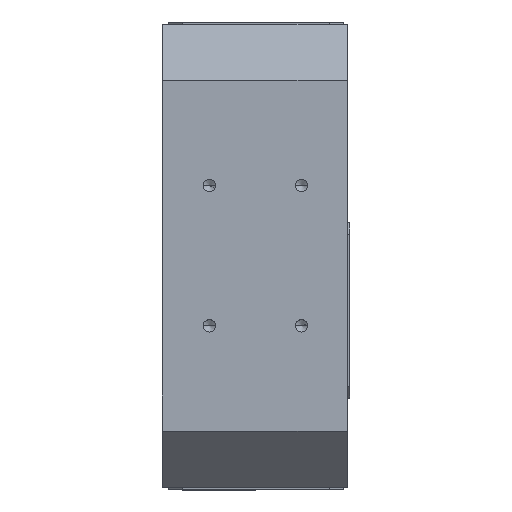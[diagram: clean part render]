
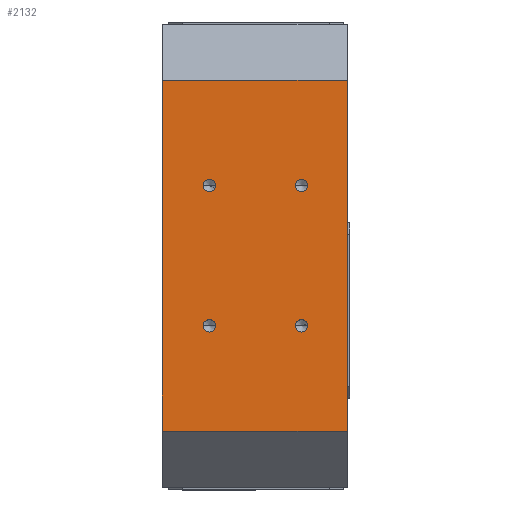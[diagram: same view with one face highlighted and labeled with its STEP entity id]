
A CAD part, top view. The second image highlights one B-rep face of the part: STEP entity #2132.
In plain terms, the highlighted planar face has unit normal (0, 0, 1).
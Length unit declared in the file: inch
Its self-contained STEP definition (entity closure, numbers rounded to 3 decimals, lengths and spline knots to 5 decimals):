
#156 = VERTEX_POINT ( 'NONE', #15428 ) ;
#320 = FACE_BOUND ( 'NONE', #10521, .T. ) ;
#716 = CARTESIAN_POINT ( 'NONE',  ( -1.20259, 0.78148, 2.01129 ) ) ;
#800 = LINE ( 'NONE', #15869, #9078 ) ;
#1059 = VERTEX_POINT ( 'NONE', #15218 ) ;
#1079 = DIRECTION ( 'NONE',  ( 0., -1., 0. ) ) ;
#1114 = ORIENTED_EDGE ( 'NONE', *, *, #11668, .F. ) ;
#1620 = AXIS2_PLACEMENT_3D ( 'NONE', #10639, #4074, #9105 ) ;
#2024 = AXIS2_PLACEMENT_3D ( 'NONE', #12887, #9617, #14197 ) ;
#2060 = CARTESIAN_POINT ( 'NONE',  ( -1.20259, -0.41852, 2.01129 ) ) ;
#2132 = ADVANCED_FACE ( 'NONE', ( #7198, #5646, #17214, #18641, #320 ), #10164, .T. ) ;
#2304 = ORIENTED_EDGE ( 'NONE', *, *, #10795, .F. ) ;
#2501 = ORIENTED_EDGE ( 'NONE', *, *, #10301, .F. ) ;
#2803 = CARTESIAN_POINT ( 'NONE',  ( -0.46584, -0.41852, 2.01129 ) ) ;
#3003 = CARTESIAN_POINT ( 'NONE',  ( -0.41259, 0.78148, 2.01129 ) ) ;
#3111 = CIRCLE ( 'NONE', #3445, 0.05325 ) ;
#3166 = CARTESIAN_POINT ( 'NONE',  ( -1.60259, -1.31852, 2.01129 ) ) ;
#3194 = CARTESIAN_POINT ( 'NONE',  ( -1.20259, -0.41852, 2.01129 ) ) ;
#3366 = ORIENTED_EDGE ( 'NONE', *, *, #7819, .F. ) ;
#3445 = AXIS2_PLACEMENT_3D ( 'NONE', #9202, #11079, #16065 ) ;
#4074 = DIRECTION ( 'NONE',  ( 0., 0., 1. ) ) ;
#4897 = VERTEX_POINT ( 'NONE', #15232 ) ;
#5646 = FACE_BOUND ( 'NONE', #19555, .T. ) ;
#5765 = AXIS2_PLACEMENT_3D ( 'NONE', #20613, #10306, #16943 ) ;
#5978 = EDGE_LOOP ( 'NONE', ( #3366, #9337 ) ) ;
#6192 = EDGE_CURVE ( 'NONE', #156, #4897, #800, .T. ) ;
#6511 = CIRCLE ( 'NONE', #1620, 0.05325 ) ;
#6662 = DIRECTION ( 'NONE',  ( 0., 0., 1. ) ) ;
#6969 = CARTESIAN_POINT ( 'NONE',  ( -0.02259, 1.68148, 2.01129 ) ) ;
#7069 = VERTEX_POINT ( 'NONE', #2803 ) ;
#7198 = FACE_BOUND ( 'NONE', #15127, .T. ) ;
#7526 = EDGE_CURVE ( 'NONE', #11716, #17066, #17071, .T. ) ;
#7819 = EDGE_CURVE ( 'NONE', #17066, #11716, #3111, .T. ) ;
#7868 = CARTESIAN_POINT ( 'NONE',  ( -0.02259, 0.96523, 2.01129 ) ) ;
#9078 = VECTOR ( 'NONE', #12516, 39.37008 ) ;
#9105 = DIRECTION ( 'NONE',  ( 1., 0., 0. ) ) ;
#9202 = CARTESIAN_POINT ( 'NONE',  ( -0.41259, 0.78148, 2.01129 ) ) ;
#9337 = ORIENTED_EDGE ( 'NONE', *, *, #7526, .F. ) ;
#9617 = DIRECTION ( 'NONE',  ( 0., 0., 1. ) ) ;
#9711 = ORIENTED_EDGE ( 'NONE', *, *, #12190, .F. ) ;
#9752 = LINE ( 'NONE', #3166, #20747 ) ;
#9838 = LINE ( 'NONE', #7868, #10626 ) ;
#9846 = DIRECTION ( 'NONE',  ( 1., 0., 0. ) ) ;
#10164 = PLANE ( 'NONE',  #15883 ) ;
#10301 = EDGE_CURVE ( 'NONE', #16597, #1059, #14081, .T. ) ;
#10306 = DIRECTION ( 'NONE',  ( 0., 0., 1. ) ) ;
#10481 = LINE ( 'NONE', #16880, #15910 ) ;
#10521 = EDGE_LOOP ( 'NONE', ( #1114, #11241 ) ) ;
#10565 = ORIENTED_EDGE ( 'NONE', *, *, #6192, .T. ) ;
#10626 = VECTOR ( 'NONE', #1079, 39.37008 ) ;
#10639 = CARTESIAN_POINT ( 'NONE',  ( -1.20259, 0.78148, 2.01129 ) ) ;
#10795 = EDGE_CURVE ( 'NONE', #16999, #17013, #14471, .T. ) ;
#10999 = DIRECTION ( 'NONE',  ( -1., 0., 0. ) ) ;
#11079 = DIRECTION ( 'NONE',  ( 0., 0., 1. ) ) ;
#11241 = ORIENTED_EDGE ( 'NONE', *, *, #19955, .F. ) ;
#11520 = ORIENTED_EDGE ( 'NONE', *, *, #18492, .T. ) ;
#11543 = ORIENTED_EDGE ( 'NONE', *, *, #12333, .F. ) ;
#11668 = EDGE_CURVE ( 'NONE', #14741, #7069, #15175, .T. ) ;
#11716 = VERTEX_POINT ( 'NONE', #14620 ) ;
#11888 = VERTEX_POINT ( 'NONE', #6969 ) ;
#12190 = EDGE_CURVE ( 'NONE', #17013, #16999, #6511, .T. ) ;
#12333 = EDGE_CURVE ( 'NONE', #1059, #16597, #19047, .T. ) ;
#12371 = AXIS2_PLACEMENT_3D ( 'NONE', #716, #20342, #17315 ) ;
#12516 = DIRECTION ( 'NONE',  ( 0., -1., 0. ) ) ;
#12887 = CARTESIAN_POINT ( 'NONE',  ( -0.41259, -0.41852, 2.01129 ) ) ;
#13549 = DIRECTION ( 'NONE',  ( 0., 0., 1. ) ) ;
#13651 = DIRECTION ( 'NONE',  ( 1., 0., 0. ) ) ;
#14081 = CIRCLE ( 'NONE', #21397, 0.05325 ) ;
#14197 = DIRECTION ( 'NONE',  ( 1., 0., 0. ) ) ;
#14471 = CIRCLE ( 'NONE', #12371, 0.05325 ) ;
#14620 = CARTESIAN_POINT ( 'NONE',  ( -0.46584, 0.78148, 2.01129 ) ) ;
#14741 = VERTEX_POINT ( 'NONE', #19489 ) ;
#14983 = AXIS2_PLACEMENT_3D ( 'NONE', #3003, #19993, #16513 ) ;
#15049 = DIRECTION ( 'NONE',  ( 1., 0., 0. ) ) ;
#15127 = EDGE_LOOP ( 'NONE', ( #2501, #11543 ) ) ;
#15175 = CIRCLE ( 'NONE', #5765, 0.05325 ) ;
#15218 = CARTESIAN_POINT ( 'NONE',  ( -1.25584, -0.41852, 2.01129 ) ) ;
#15225 = AXIS2_PLACEMENT_3D ( 'NONE', #3194, #16303, #16183 ) ;
#15232 = CARTESIAN_POINT ( 'NONE',  ( -1.60259, -1.31852, 2.01129 ) ) ;
#15428 = CARTESIAN_POINT ( 'NONE',  ( -1.60259, 1.68148, 2.01129 ) ) ;
#15574 = EDGE_CURVE ( 'NONE', #11888, #16698, #9838, .T. ) ;
#15817 = ORIENTED_EDGE ( 'NONE', *, *, #15574, .F. ) ;
#15869 = CARTESIAN_POINT ( 'NONE',  ( -1.60259, 2.18148, 2.01129 ) ) ;
#15883 = AXIS2_PLACEMENT_3D ( 'NONE', #16787, #13549, #13651 ) ;
#15910 = VECTOR ( 'NONE', #10999, 39.37008 ) ;
#15942 = CARTESIAN_POINT ( 'NONE',  ( -1.14934, -0.41852, 2.01129 ) ) ;
#16065 = DIRECTION ( 'NONE',  ( 1., 0., 0. ) ) ;
#16183 = DIRECTION ( 'NONE',  ( 1., 0., 0. ) ) ;
#16303 = DIRECTION ( 'NONE',  ( 0., 0., 1. ) ) ;
#16513 = DIRECTION ( 'NONE',  ( 1., 0., 0. ) ) ;
#16597 = VERTEX_POINT ( 'NONE', #15942 ) ;
#16698 = VERTEX_POINT ( 'NONE', #21180 ) ;
#16771 = EDGE_CURVE ( 'NONE', #4897, #16698, #9752, .T. ) ;
#16787 = CARTESIAN_POINT ( 'NONE',  ( -1.60259, 2.18148, 2.01129 ) ) ;
#16880 = CARTESIAN_POINT ( 'NONE',  ( -1.60259, 1.68148, 2.01129 ) ) ;
#16943 = DIRECTION ( 'NONE',  ( 1., 0., 0. ) ) ;
#16999 = VERTEX_POINT ( 'NONE', #19077 ) ;
#17013 = VERTEX_POINT ( 'NONE', #19400 ) ;
#17066 = VERTEX_POINT ( 'NONE', #19605 ) ;
#17071 = CIRCLE ( 'NONE', #14983, 0.05325 ) ;
#17214 = FACE_OUTER_BOUND ( 'NONE', #19430, .T. ) ;
#17315 = DIRECTION ( 'NONE',  ( 1., 0., 0. ) ) ;
#18492 = EDGE_CURVE ( 'NONE', #11888, #156, #10481, .T. ) ;
#18630 = ORIENTED_EDGE ( 'NONE', *, *, #16771, .T. ) ;
#18641 = FACE_BOUND ( 'NONE', #5978, .T. ) ;
#19047 = CIRCLE ( 'NONE', #15225, 0.05325 ) ;
#19077 = CARTESIAN_POINT ( 'NONE',  ( -1.14934, 0.78148, 2.01129 ) ) ;
#19101 = CIRCLE ( 'NONE', #2024, 0.05325 ) ;
#19400 = CARTESIAN_POINT ( 'NONE',  ( -1.25584, 0.78148, 2.01129 ) ) ;
#19430 = EDGE_LOOP ( 'NONE', ( #10565, #18630, #15817, #11520 ) ) ;
#19489 = CARTESIAN_POINT ( 'NONE',  ( -0.35934, -0.41852, 2.01129 ) ) ;
#19555 = EDGE_LOOP ( 'NONE', ( #2304, #9711 ) ) ;
#19605 = CARTESIAN_POINT ( 'NONE',  ( -0.35934, 0.78148, 2.01129 ) ) ;
#19955 = EDGE_CURVE ( 'NONE', #7069, #14741, #19101, .T. ) ;
#19993 = DIRECTION ( 'NONE',  ( 0., 0., 1. ) ) ;
#20342 = DIRECTION ( 'NONE',  ( 0., 0., 1. ) ) ;
#20613 = CARTESIAN_POINT ( 'NONE',  ( -0.41259, -0.41852, 2.01129 ) ) ;
#20747 = VECTOR ( 'NONE', #9846, 39.37008 ) ;
#21180 = CARTESIAN_POINT ( 'NONE',  ( -0.02259, -1.31852, 2.01129 ) ) ;
#21397 = AXIS2_PLACEMENT_3D ( 'NONE', #2060, #6662, #15049 ) ;
